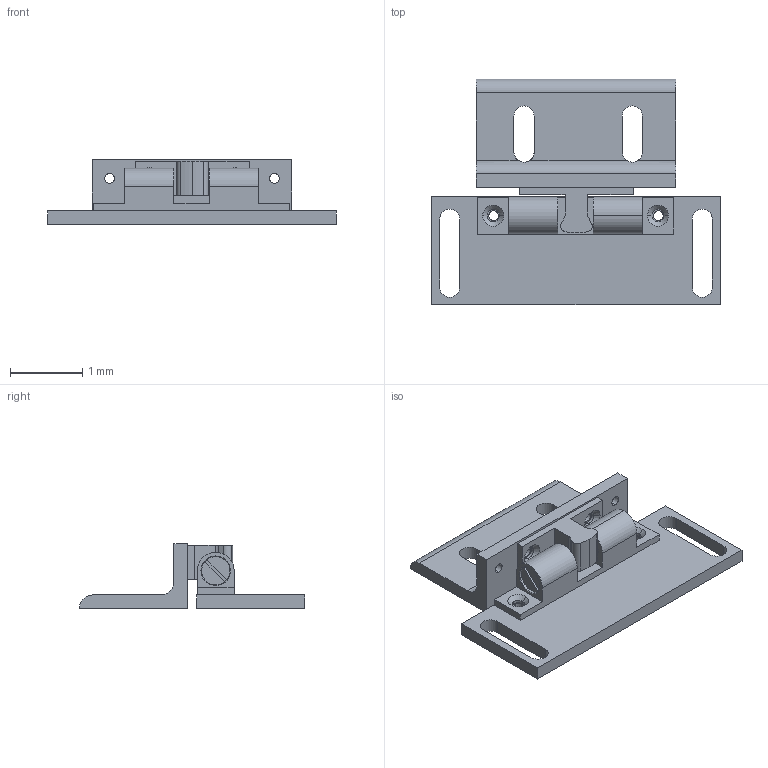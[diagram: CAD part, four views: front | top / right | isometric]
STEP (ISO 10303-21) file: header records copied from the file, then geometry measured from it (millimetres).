
FILE_DESCRIPTION((''),'2;1');
FILE_NAME('13AC7364.stp','2015-07-14T10:50:06',(''),(''),'Mechanical Desktop 2011','Mechanical Desktop 2011',', , ');
FILE_SCHEMA(('CONFIG_CONTROL_DESIGN'));
Length unit declared in the file: millimetre
Products named in the file (1): Product
Bounding box: 4 x 3.12 x 0.9 mm (x, y, z)
Volume: 2.6 mm3; surface area: 36.4 mm2
Topology: 4 solids, 4 shells, 119 faces, 317 edges, 208 vertices
Faces by surface type: plane 56, cylinder 51, cone 12
Entity records: 3912 total; most frequent: DIRECTION 681, CARTESIAN_POINT 671, ORIENTED_EDGE 634, EDGE_CURVE 317, AXIS2_PLACEMENT_3D 246, VERTEX_POINT 208, VECTOR 189, LINE 189
